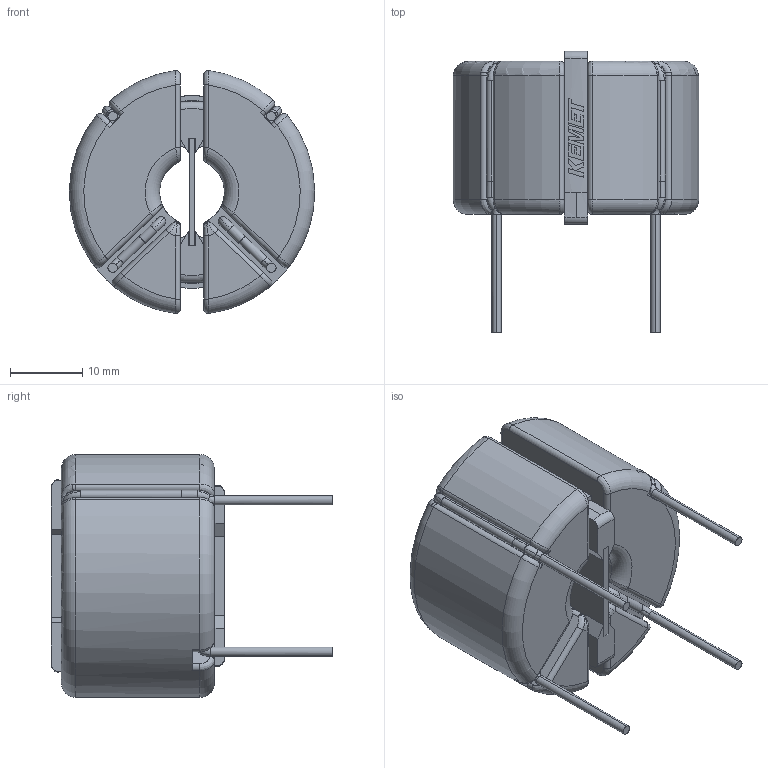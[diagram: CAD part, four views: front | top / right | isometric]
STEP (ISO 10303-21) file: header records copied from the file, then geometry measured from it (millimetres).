
FILE_DESCRIPTION (( 'STEP AP214' ), '1' );
FILE_NAME ('SC-10-100.STEP', '2019-01-31T06:27:57', ( '' ), ( '' ), 'SwSTEP 2.0', 'SolidWorks 2018', '' );
FILE_SCHEMA (( 'AUTOMOTIVE_DESIGN' ));
Length unit declared in the file: millimetre
Products named in the file (1): SC-10-100
Bounding box: 34 x 39 x 33.69 mm (x, y, z)
Volume: 17114.9 mm3; surface area: 6663.9 mm2
Topology: 1 solids, 1 shells, 312 faces, 835 edges, 522 vertices
Faces by surface type: plane 123, cylinder 93, torus 42, bspline 36, cone 16, sphere 2
Entity records: 15019 total; most frequent: CARTESIAN_POINT 4104, ORIENTED_EDGE 1670, DIRECTION 1491, EDGE_CURVE 835, AXIS2_PLACEMENT_3D 561, VERTEX_POINT 522, LINE 369, VECTOR 369
